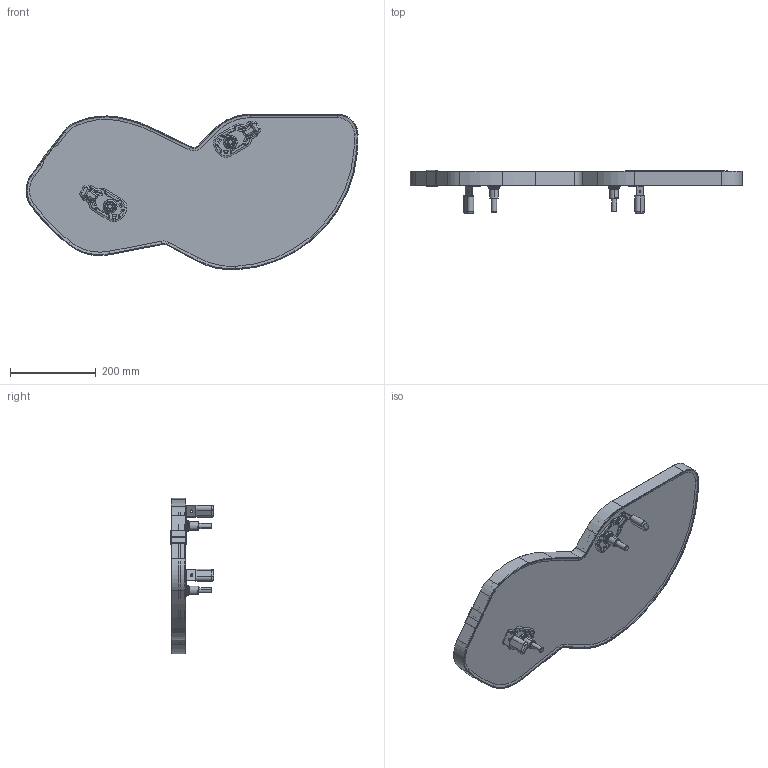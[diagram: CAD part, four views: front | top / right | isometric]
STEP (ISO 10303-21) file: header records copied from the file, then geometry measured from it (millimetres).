
FILE_DESCRIPTION((''),'2;1');
FILE_NAME('3D-832754-45-RE','2026-01-08T09:44:22',('1ke04'),('Kesseboehmer_Holding_KG'),'CREO PARAMETRIC BY PTC INC, 2025243','CREO PARAMETRIC BY PTC INC, 2025243','');
FILE_SCHEMA(('AUTOMOTIVE_DESIGN { 1 0 10303 214 1 1 1 1 }'));
Length unit declared in the file: millimetre
Products named in the file (1): 3D-832754-45-RE
Bounding box: 773.9 x 100.55 x 362.7 mm (x, y, z)
Surface area: 584218.9 mm2 (no closed solid volume)
Topology: 0 solids, 25 shells, 523 faces, 2046 edges, 1534 vertices
Faces by surface type: cylinder 183, plane 160, torus 112, cone 52, bspline 16
Entity records: 26057 total; most frequent: CARTESIAN_POINT 4739, DIRECTION 4030, ORIENTED_EDGE 2895, EDGE_CURVE 2046, VERTEX_POINT 1534, AXIS2_PLACEMENT_3D 1529, CIRCLE 1022, VECTOR 972
